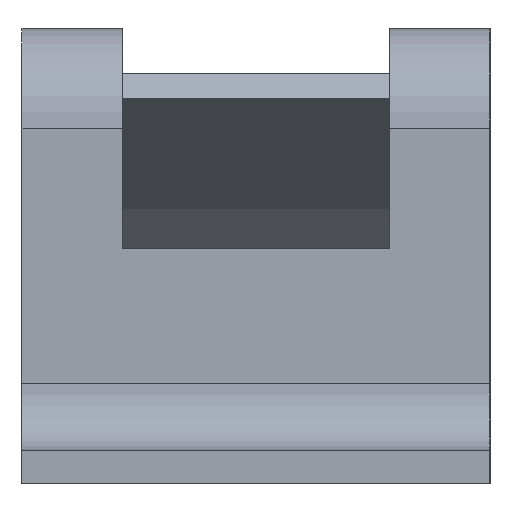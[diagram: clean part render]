
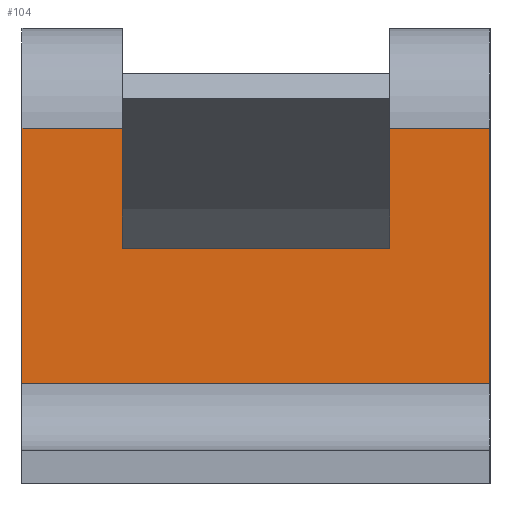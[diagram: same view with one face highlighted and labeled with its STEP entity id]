
A CAD part, left-side view. The second image highlights one B-rep face of the part: STEP entity #104.
In plain terms, the highlighted planar face has unit normal (-1, 0, 0).
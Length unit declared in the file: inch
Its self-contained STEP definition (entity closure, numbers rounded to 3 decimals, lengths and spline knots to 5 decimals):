
#104=ADVANCED_FACE('',(#179),#180,.F.);
#179=FACE_OUTER_BOUND('',#300,.T.);
#180=PLANE('',#301);
#300=EDGE_LOOP('',(#580,#581,#582,#583,#584,#585,#586,#587));
#301=AXIS2_PLACEMENT_3D('',#588,#589,#590);
#580=ORIENTED_EDGE('',*,*,#728,.F.);
#581=ORIENTED_EDGE('',*,*,#737,.T.);
#582=ORIENTED_EDGE('',*,*,#769,.F.);
#583=ORIENTED_EDGE('',*,*,#704,.F.);
#584=ORIENTED_EDGE('',*,*,#767,.T.);
#585=ORIENTED_EDGE('',*,*,#755,.T.);
#586=ORIENTED_EDGE('',*,*,#770,.F.);
#587=ORIENTED_EDGE('',*,*,#740,.F.);
#588=CARTESIAN_POINT('',(0.51149,-2.25,-1.325));
#589=DIRECTION('',(1.0,0.0,0.0));
#590=DIRECTION('',(0.0,1.0,0.0));
#704=EDGE_CURVE('',#855,#857,#858,.T.);
#728=EDGE_CURVE('',#897,#898,#899,.T.);
#737=EDGE_CURVE('',#897,#912,#914,.T.);
#740=EDGE_CURVE('',#898,#917,#918,.T.);
#755=EDGE_CURVE('',#943,#941,#944,.T.);
#767=EDGE_CURVE('',#855,#943,#961,.T.);
#769=EDGE_CURVE('',#857,#912,#963,.T.);
#770=EDGE_CURVE('',#917,#941,#964,.T.);
#855=VERTEX_POINT('',#1170);
#857=VERTEX_POINT('',#1172);
#858=LINE('',#1173,#1174);
#897=VERTEX_POINT('',#1228);
#898=VERTEX_POINT('',#1229);
#899=LINE('',#1230,#1231);
#912=VERTEX_POINT('',#1250);
#914=LINE('',#1252,#1253);
#917=VERTEX_POINT('',#1258);
#918=LINE('',#1259,#1260);
#941=VERTEX_POINT('',#1288);
#943=VERTEX_POINT('',#1290);
#944=LINE('',#1291,#1292);
#961=LINE('',#1318,#1319);
#963=LINE('',#1322,#1323);
#964=LINE('',#1324,#1325);
#1170=CARTESIAN_POINT('',(0.51149,-2.25,-1.325));
#1172=CARTESIAN_POINT('',(0.51149,-2.25,-0.37103));
#1173=CARTESIAN_POINT('',(0.51149,-2.25,-1.325));
#1174=VECTOR('',#1415,1.0);
#1228=CARTESIAN_POINT('',(0.51149,-2.625,-0.81963));
#1229=CARTESIAN_POINT('',(0.51149,-3.625,-0.81963));
#1230=CARTESIAN_POINT('',(0.51149,-2.25,-0.81963));
#1231=VECTOR('',#1455,1.0);
#1250=CARTESIAN_POINT('',(0.51149,-2.625,-0.37103));
#1252=CARTESIAN_POINT('',(0.51149,-2.625,-1.325));
#1253=VECTOR('',#1468,1.0);
#1258=CARTESIAN_POINT('',(0.51149,-3.625,-0.37103));
#1259=CARTESIAN_POINT('',(0.51149,-3.625,-1.325));
#1260=VECTOR('',#1471,1.0);
#1288=CARTESIAN_POINT('',(0.51149,-4.0,-0.37103));
#1290=CARTESIAN_POINT('',(0.51149,-4.0,-1.325));
#1291=CARTESIAN_POINT('',(0.51149,-4.0,-1.325));
#1292=VECTOR('',#1504,1.0);
#1318=CARTESIAN_POINT('',(0.51149,-2.25,-1.325));
#1319=VECTOR('',#1520,1.0);
#1322=CARTESIAN_POINT('',(0.51149,-2.25,-0.37103));
#1323=VECTOR('',#1522,1.0);
#1324=CARTESIAN_POINT('',(0.51149,-2.25,-0.37103));
#1325=VECTOR('',#1523,1.0);
#1415=DIRECTION('',(0.0,0.0,1.0));
#1455=DIRECTION('',(0.0,-1.0,0.0));
#1468=DIRECTION('',(0.0,0.0,1.0));
#1471=DIRECTION('',(0.0,0.0,1.0));
#1504=DIRECTION('',(0.0,0.0,1.0));
#1520=DIRECTION('',(0.0,-1.0,0.0));
#1522=DIRECTION('',(0.0,-1.0,0.0));
#1523=DIRECTION('',(0.0,-1.0,0.0));
